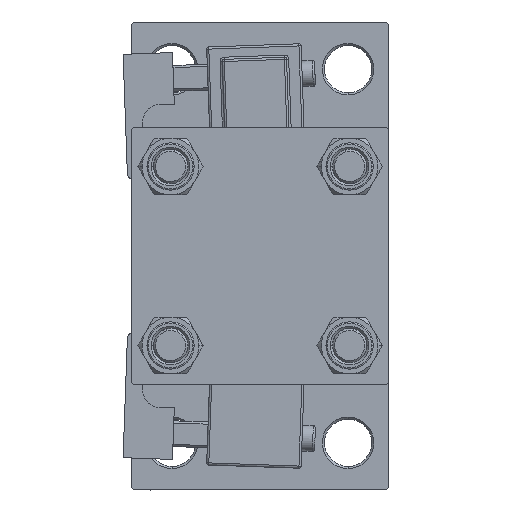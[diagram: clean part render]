
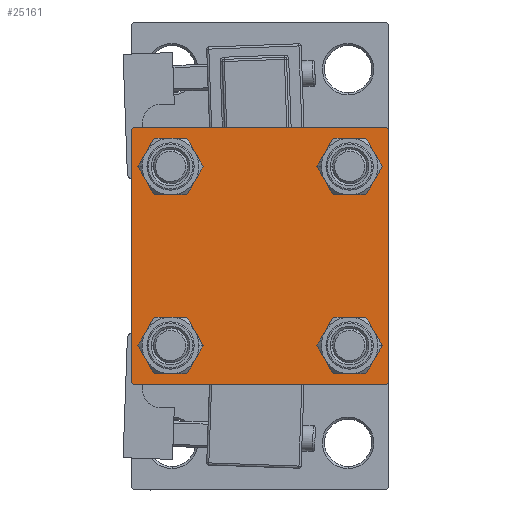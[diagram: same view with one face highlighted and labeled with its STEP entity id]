
A CAD part, left-side view. The second image highlights one B-rep face of the part: STEP entity #25161.
In plain terms, the highlighted planar face has unit normal (-1, 0, 0).
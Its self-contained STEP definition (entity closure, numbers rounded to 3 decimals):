
#607 = FACE_BOUND ( 'NONE', #23307, .T. ) ;
#694 = EDGE_CURVE ( 'NONE', #7043, #47478, #28980, .T. ) ;
#1635 = DIRECTION ( 'NONE',  ( 0., 0., 1. ) ) ;
#2860 = VERTEX_POINT ( 'NONE', #27220 ) ;
#2994 = CARTESIAN_POINT ( 'NONE',  ( 0., 30., -30. ) ) ;
#3032 = EDGE_CURVE ( 'NONE', #20490, #4847, #23180, .T. ) ;
#4155 = EDGE_CURVE ( 'NONE', #34130, #35859, #48067, .T. ) ;
#4268 = CARTESIAN_POINT ( 'NONE',  ( 0., 29.75, -29.75 ) ) ;
#4272 = CARTESIAN_POINT ( 'NONE',  ( 0., 29.75, 29.75 ) ) ;
#4684 = VECTOR ( 'NONE', #36854, 1000. ) ;
#4847 = VERTEX_POINT ( 'NONE', #14398 ) ;
#5325 = CIRCLE ( 'NONE', #32634, 4.5 ) ;
#5367 = VERTEX_POINT ( 'NONE', #14124 ) ;
#6120 = DIRECTION ( 'NONE',  ( 0., 0.707, 0.707 ) ) ;
#6125 = DIRECTION ( 'NONE',  ( 1., 0., 0. ) ) ;
#6258 = ORIENTED_EDGE ( 'NONE', *, *, #49908, .T. ) ;
#6262 = VERTEX_POINT ( 'NONE', #41358 ) ;
#6637 = DIRECTION ( 'NONE',  ( 0., 0., 1. ) ) ;
#7005 = CARTESIAN_POINT ( 'NONE',  ( 0., -30., 29.5 ) ) ;
#7043 = VERTEX_POINT ( 'NONE', #7005 ) ;
#7583 = DIRECTION ( 'NONE',  ( 0., 0., 1. ) ) ;
#7646 = CARTESIAN_POINT ( 'NONE',  ( 0., -29.75, -29.75 ) ) ;
#7677 = ORIENTED_EDGE ( 'NONE', *, *, #8610, .T. ) ;
#7839 = AXIS2_PLACEMENT_3D ( 'NONE', #27291, #26788, #7583 ) ;
#7967 = EDGE_CURVE ( 'NONE', #14770, #6262, #29705, .T. ) ;
#8610 = EDGE_CURVE ( 'NONE', #4847, #20490, #20341, .T. ) ;
#8741 = CIRCLE ( 'NONE', #12876, 4.5 ) ;
#9136 = CARTESIAN_POINT ( 'NONE',  ( 0., 29.5, 30. ) ) ;
#9817 = DIRECTION ( 'NONE',  ( 0., 0., 1. ) ) ;
#10000 = DIRECTION ( 'NONE',  ( 0., 0., -1. ) ) ;
#10257 = CARTESIAN_POINT ( 'NONE',  ( 0., 30., 30. ) ) ;
#10291 = EDGE_LOOP ( 'NONE', ( #49879, #13423, #26039, #6258, #37228, #40627, #39742, #19399 ) ) ;
#10374 = EDGE_CURVE ( 'NONE', #39230, #19768, #17682, .T. ) ;
#10523 = CARTESIAN_POINT ( 'NONE',  ( 0., 20.85, 20.85 ) ) ;
#11297 = DIRECTION ( 'NONE',  ( 0., -1., 0. ) ) ;
#12876 = AXIS2_PLACEMENT_3D ( 'NONE', #45332, #25374, #9817 ) ;
#12939 = EDGE_CURVE ( 'NONE', #39230, #14770, #28658, .T. ) ;
#12952 = LINE ( 'NONE', #17783, #34855 ) ;
#13066 = CARTESIAN_POINT ( 'NONE',  ( 0., 0., 0. ) ) ;
#13423 = ORIENTED_EDGE ( 'NONE', *, *, #30258, .T. ) ;
#13517 = CARTESIAN_POINT ( 'NONE',  ( 0., 20.85, 20.85 ) ) ;
#14124 = CARTESIAN_POINT ( 'NONE',  ( 0., -20.85, -25.35 ) ) ;
#14398 = CARTESIAN_POINT ( 'NONE',  ( 0., 20.85, 25.35 ) ) ;
#14770 = VERTEX_POINT ( 'NONE', #18486 ) ;
#14785 = CARTESIAN_POINT ( 'NONE',  ( 0., 20.85, -20.85 ) ) ;
#14912 = DIRECTION ( 'NONE',  ( 1., 0., 0. ) ) ;
#15038 = DIRECTION ( 'NONE',  ( 0., 0., 1. ) ) ;
#15279 = VECTOR ( 'NONE', #11297, 1000. ) ;
#15812 = EDGE_LOOP ( 'NONE', ( #47654, #38138 ) ) ;
#16608 = AXIS2_PLACEMENT_3D ( 'NONE', #26343, #6125, #6637 ) ;
#17682 = LINE ( 'NONE', #48303, #4684 ) ;
#17783 = CARTESIAN_POINT ( 'NONE',  ( 0., -29.75, 29.75 ) ) ;
#18011 = EDGE_CURVE ( 'NONE', #5367, #2860, #44612, .T. ) ;
#18220 = AXIS2_PLACEMENT_3D ( 'NONE', #10523, #14912, #51189 ) ;
#18486 = CARTESIAN_POINT ( 'NONE',  ( 0., 30., 29.5 ) ) ;
#18519 = CARTESIAN_POINT ( 'NONE',  ( 0., -29.5, 30. ) ) ;
#19312 = CARTESIAN_POINT ( 'NONE',  ( 0., -20.85, 16.35 ) ) ;
#19399 = ORIENTED_EDGE ( 'NONE', *, *, #12939, .T. ) ;
#19768 = VERTEX_POINT ( 'NONE', #18519 ) ;
#20200 = ORIENTED_EDGE ( 'NONE', *, *, #4155, .T. ) ;
#20341 = CIRCLE ( 'NONE', #37705, 4.5 ) ;
#20490 = VERTEX_POINT ( 'NONE', #33634 ) ;
#20729 = AXIS2_PLACEMENT_3D ( 'NONE', #14785, #39124, #15038 ) ;
#20842 = DIRECTION ( 'NONE',  ( -1., 0., 0. ) ) ;
#21099 = FACE_BOUND ( 'NONE', #48681, .T. ) ;
#21189 = CARTESIAN_POINT ( 'NONE',  ( 0., -30., 30. ) ) ;
#21213 = CARTESIAN_POINT ( 'NONE',  ( 0., -29.5, -30. ) ) ;
#22005 = VECTOR ( 'NONE', #10000, 1000. ) ;
#22179 = VECTOR ( 'NONE', #40563, 1000. ) ;
#22249 = AXIS2_PLACEMENT_3D ( 'NONE', #35576, #31712, #22907 ) ;
#22464 = VERTEX_POINT ( 'NONE', #30105 ) ;
#22658 = EDGE_CURVE ( 'NONE', #7043, #19768, #12952, .T. ) ;
#22907 = DIRECTION ( 'NONE',  ( 0., 0., 1. ) ) ;
#23180 = CIRCLE ( 'NONE', #18220, 4.5 ) ;
#23307 = EDGE_LOOP ( 'NONE', ( #7677, #23689 ) ) ;
#23572 = CIRCLE ( 'NONE', #7839, 4.5 ) ;
#23627 = VERTEX_POINT ( 'NONE', #21213 ) ;
#23689 = ORIENTED_EDGE ( 'NONE', *, *, #3032, .T. ) ;
#23987 = LINE ( 'NONE', #4268, #44162 ) ;
#25161 = ADVANCED_FACE ( 'NONE', ( #28888, #28633, #21099, #607, #45207 ), #44435, .T. ) ;
#25220 = CARTESIAN_POINT ( 'NONE',  ( 0., -30., -29.5 ) ) ;
#25374 = DIRECTION ( 'NONE',  ( 1., 0., 0. ) ) ;
#26039 = ORIENTED_EDGE ( 'NONE', *, *, #46248, .T. ) ;
#26343 = CARTESIAN_POINT ( 'NONE',  ( 0., -20.85, 20.85 ) ) ;
#26788 = DIRECTION ( 'NONE',  ( 1., 0., 0. ) ) ;
#27220 = CARTESIAN_POINT ( 'NONE',  ( 0., -20.85, -16.35 ) ) ;
#27291 = CARTESIAN_POINT ( 'NONE',  ( 0., 20.85, -20.85 ) ) ;
#27386 = ORIENTED_EDGE ( 'NONE', *, *, #33136, .T. ) ;
#28633 = FACE_BOUND ( 'NONE', #15812, .T. ) ;
#28658 = LINE ( 'NONE', #4272, #22179 ) ;
#28738 = VERTEX_POINT ( 'NONE', #50806 ) ;
#28888 = FACE_BOUND ( 'NONE', #45679, .T. ) ;
#28980 = LINE ( 'NONE', #21189, #42115 ) ;
#29705 = LINE ( 'NONE', #10257, #22005 ) ;
#30105 = CARTESIAN_POINT ( 'NONE',  ( 0., 20.85, -25.35 ) ) ;
#30258 = EDGE_CURVE ( 'NONE', #6262, #33303, #23987, .T. ) ;
#31341 = ORIENTED_EDGE ( 'NONE', *, *, #45703, .T. ) ;
#31712 = DIRECTION ( 'NONE',  ( 1., 0., 0. ) ) ;
#31892 = ORIENTED_EDGE ( 'NONE', *, *, #44793, .T. ) ;
#32264 = DIRECTION ( 'NONE',  ( 0., -0.707, 0.707 ) ) ;
#32634 = AXIS2_PLACEMENT_3D ( 'NONE', #34377, #49954, #49436 ) ;
#33136 = EDGE_CURVE ( 'NONE', #22464, #28738, #45565, .T. ) ;
#33209 = DIRECTION ( 'NONE',  ( 1., 0., 0. ) ) ;
#33303 = VERTEX_POINT ( 'NONE', #47688 ) ;
#33634 = CARTESIAN_POINT ( 'NONE',  ( 0., 20.85, 16.35 ) ) ;
#33846 = LINE ( 'NONE', #2994, #15279 ) ;
#34130 = VERTEX_POINT ( 'NONE', #19312 ) ;
#34377 = CARTESIAN_POINT ( 'NONE',  ( 0., -20.85, 20.85 ) ) ;
#34855 = VECTOR ( 'NONE', #6120, 1000. ) ;
#35576 = CARTESIAN_POINT ( 'NONE',  ( 0., -20.85, -20.85 ) ) ;
#35859 = VERTEX_POINT ( 'NONE', #39281 ) ;
#36854 = DIRECTION ( 'NONE',  ( 0., -1., 0. ) ) ;
#36982 = DIRECTION ( 'NONE',  ( 0., 0., -1. ) ) ;
#37228 = ORIENTED_EDGE ( 'NONE', *, *, #694, .F. ) ;
#37705 = AXIS2_PLACEMENT_3D ( 'NONE', #13517, #33209, #49037 ) ;
#38138 = ORIENTED_EDGE ( 'NONE', *, *, #18011, .T. ) ;
#39124 = DIRECTION ( 'NONE',  ( 1., 0., 0. ) ) ;
#39230 = VERTEX_POINT ( 'NONE', #9136 ) ;
#39281 = CARTESIAN_POINT ( 'NONE',  ( 0., -20.85, 25.35 ) ) ;
#39742 = ORIENTED_EDGE ( 'NONE', *, *, #10374, .F. ) ;
#40563 = DIRECTION ( 'NONE',  ( 0., 0.707, -0.707 ) ) ;
#40627 = ORIENTED_EDGE ( 'NONE', *, *, #22658, .T. ) ;
#40795 = AXIS2_PLACEMENT_3D ( 'NONE', #13066, #20842, #1635 ) ;
#41358 = CARTESIAN_POINT ( 'NONE',  ( 0., 30., -29.5 ) ) ;
#42115 = VECTOR ( 'NONE', #36982, 1000. ) ;
#43467 = VECTOR ( 'NONE', #32264, 1000. ) ;
#44162 = VECTOR ( 'NONE', #44452, 1000. ) ;
#44435 = PLANE ( 'NONE',  #40795 ) ;
#44452 = DIRECTION ( 'NONE',  ( 0., -0.707, -0.707 ) ) ;
#44612 = CIRCLE ( 'NONE', #22249, 4.5 ) ;
#44793 = EDGE_CURVE ( 'NONE', #35859, #34130, #5325, .T. ) ;
#45207 = FACE_OUTER_BOUND ( 'NONE', #10291, .T. ) ;
#45332 = CARTESIAN_POINT ( 'NONE',  ( 0., -20.85, -20.85 ) ) ;
#45565 = CIRCLE ( 'NONE', #20729, 4.5 ) ;
#45679 = EDGE_LOOP ( 'NONE', ( #31892, #20200 ) ) ;
#45703 = EDGE_CURVE ( 'NONE', #28738, #22464, #23572, .T. ) ;
#46248 = EDGE_CURVE ( 'NONE', #33303, #23627, #33846, .T. ) ;
#47051 = LINE ( 'NONE', #7646, #43467 ) ;
#47478 = VERTEX_POINT ( 'NONE', #25220 ) ;
#47654 = ORIENTED_EDGE ( 'NONE', *, *, #47664, .T. ) ;
#47664 = EDGE_CURVE ( 'NONE', #2860, #5367, #8741, .T. ) ;
#47688 = CARTESIAN_POINT ( 'NONE',  ( 0., 29.5, -30. ) ) ;
#48067 = CIRCLE ( 'NONE', #16608, 4.5 ) ;
#48303 = CARTESIAN_POINT ( 'NONE',  ( 0., 30., 30. ) ) ;
#48681 = EDGE_LOOP ( 'NONE', ( #31341, #27386 ) ) ;
#49037 = DIRECTION ( 'NONE',  ( 0., 0., 1. ) ) ;
#49436 = DIRECTION ( 'NONE',  ( 0., 0., 1. ) ) ;
#49879 = ORIENTED_EDGE ( 'NONE', *, *, #7967, .T. ) ;
#49908 = EDGE_CURVE ( 'NONE', #23627, #47478, #47051, .T. ) ;
#49954 = DIRECTION ( 'NONE',  ( 1., 0., 0. ) ) ;
#50806 = CARTESIAN_POINT ( 'NONE',  ( 0., 20.85, -16.35 ) ) ;
#51189 = DIRECTION ( 'NONE',  ( 0., 0., 1. ) ) ;
